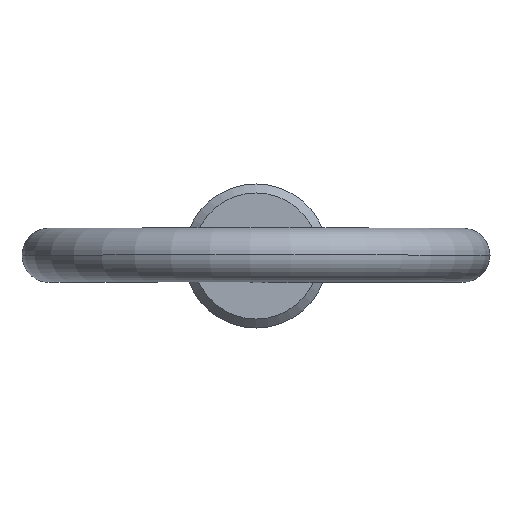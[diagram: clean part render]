
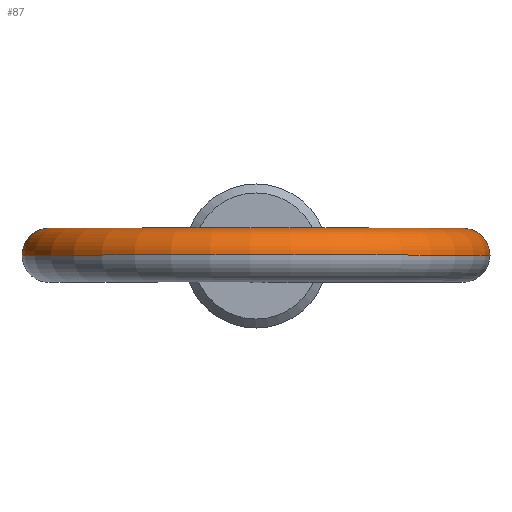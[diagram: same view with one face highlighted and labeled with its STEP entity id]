
A CAD part, top view. The second image highlights one B-rep face of the part: STEP entity #87.
In plain terms, the highlighted toroidal (fillet/blend) face has major radius 11.5 mm and minor radius 1.5 mm.
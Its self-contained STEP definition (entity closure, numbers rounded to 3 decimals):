
#6 = EDGE_CURVE ( 'NONE', #311, #44, #220, .T. ) ;
#20 = DIRECTION ( 'NONE',  ( 0., -1., 0. ) ) ;
#28 = DIRECTION ( 'NONE',  ( 0., -1., 0. ) ) ;
#31 = DIRECTION ( 'NONE',  ( 0.978, 0., 0.207 ) ) ;
#44 = VERTEX_POINT ( 'NONE', #121 ) ;
#87 = ADVANCED_FACE ( 'NONE', ( #296 ), #528, .T. ) ;
#90 = AXIS2_PLACEMENT_3D ( 'NONE', #270, #28, #308 ) ;
#117 = ORIENTED_EDGE ( 'NONE', *, *, #206, .T. ) ;
#121 = CARTESIAN_POINT ( 'NONE',  ( 2.069, 0., 11.716 ) ) ;
#127 = CIRCLE ( 'NONE', #463, 1.5 ) ;
#144 = AXIS2_PLACEMENT_3D ( 'NONE', #356, #321, #522 ) ;
#151 = DIRECTION ( 'NONE',  ( -1., 0., -0.019 ) ) ;
#170 = CIRCLE ( 'NONE', #401, 10. ) ;
#185 = DIRECTION ( 'NONE',  ( -0.019, 0., 1. ) ) ;
#186 = ORIENTED_EDGE ( 'NONE', *, *, #6, .T. ) ;
#204 = ORIENTED_EDGE ( 'NONE', *, *, #366, .T. ) ;
#206 = EDGE_CURVE ( 'NONE', #387, #393, #127, .T. ) ;
#220 = CIRCLE ( 'NONE', #501, 1.5 ) ;
#233 = CARTESIAN_POINT ( 'NONE',  ( -11.498, 0., 21.28 ) ) ;
#244 = CIRCLE ( 'NONE', #90, 13. ) ;
#245 = EDGE_LOOP ( 'NONE', ( #310, #186, #204, #117 ) ) ;
#265 = CARTESIAN_POINT ( 'NONE',  ( 0., 0., 21.5 ) ) ;
#270 = CARTESIAN_POINT ( 'NONE',  ( 0., 0., 21.5 ) ) ;
#296 = FACE_OUTER_BOUND ( 'NONE', #245, .T. ) ;
#300 = CARTESIAN_POINT ( 'NONE',  ( 2.69, 0., 8.781 ) ) ;
#304 = DIRECTION ( 'NONE',  ( 0., 0., -1. ) ) ;
#308 = DIRECTION ( 'NONE',  ( 0., 0., -1. ) ) ;
#310 = ORIENTED_EDGE ( 'NONE', *, *, #419, .F. ) ;
#311 = VERTEX_POINT ( 'NONE', #300 ) ;
#321 = DIRECTION ( 'NONE',  ( 0., -1., 0. ) ) ;
#347 = CARTESIAN_POINT ( 'NONE',  ( -9.998, 0., 21.309 ) ) ;
#356 = CARTESIAN_POINT ( 'NONE',  ( 0., 0., 21.5 ) ) ;
#366 = EDGE_CURVE ( 'NONE', #44, #387, #170, .T. ) ;
#370 = DIRECTION ( 'NONE',  ( 0.207, 0., -0.978 ) ) ;
#387 = VERTEX_POINT ( 'NONE', #347 ) ;
#392 = CARTESIAN_POINT ( 'NONE',  ( -12.998, 0., 21.252 ) ) ;
#393 = VERTEX_POINT ( 'NONE', #392 ) ;
#401 = AXIS2_PLACEMENT_3D ( 'NONE', #265, #20, #304 ) ;
#419 = EDGE_CURVE ( 'NONE', #311, #393, #244, .T. ) ;
#426 = CARTESIAN_POINT ( 'NONE',  ( 2.379, 0., 10.249 ) ) ;
#463 = AXIS2_PLACEMENT_3D ( 'NONE', #233, #185, #151 ) ;
#501 = AXIS2_PLACEMENT_3D ( 'NONE', #426, #31, #370 ) ;
#522 = DIRECTION ( 'NONE',  ( 0., 0., -1. ) ) ;
#528 = TOROIDAL_SURFACE ( 'NONE', #144, 11.5, 1.5 ) ;
